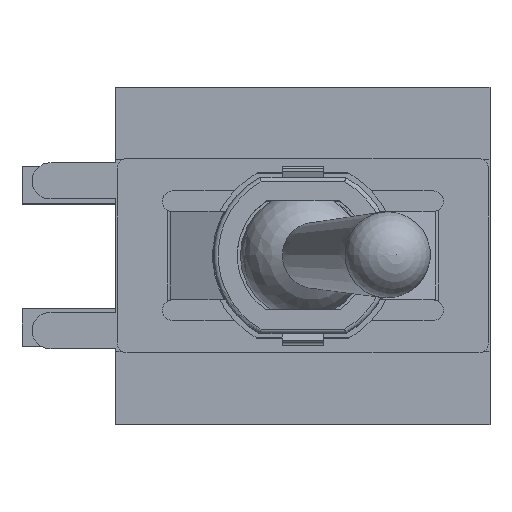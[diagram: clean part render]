
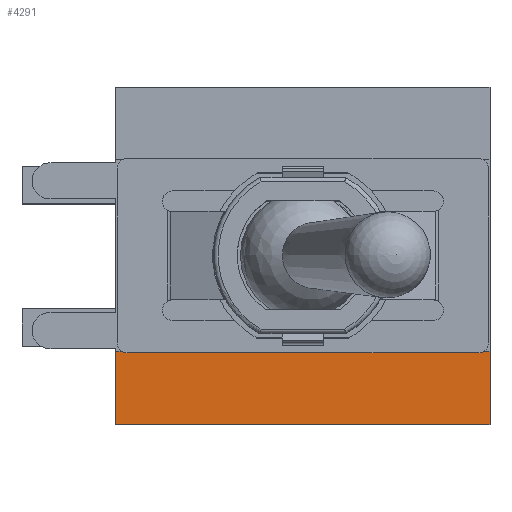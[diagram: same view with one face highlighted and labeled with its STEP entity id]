
A CAD part, top view. The second image highlights one B-rep face of the part: STEP entity #4291.
In plain terms, the highlighted planar face has unit normal (0, 0, 1).
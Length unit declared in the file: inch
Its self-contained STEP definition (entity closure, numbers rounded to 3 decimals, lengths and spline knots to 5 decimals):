
#153=FACE_OUTER_BOUND('',#386,.T.);
#386=EDGE_LOOP('',(#2904,#2905,#2906,#2907));
#856=LINE('',#6116,#1291);
#873=LINE('',#6157,#1308);
#874=LINE('',#6159,#1309);
#875=LINE('',#6160,#1310);
#1291=VECTOR('',#4956,0.3937);
#1308=VECTOR('',#5007,0.3937);
#1309=VECTOR('',#5008,0.3937);
#1310=VECTOR('',#5009,0.3937);
#1743=VERTEX_POINT('',#6108);
#1744=VERTEX_POINT('',#6113);
#1751=VERTEX_POINT('',#6156);
#1752=VERTEX_POINT('',#6158);
#2184=EDGE_CURVE('',#1744,#1743,#856,.T.);
#2205=EDGE_CURVE('',#1751,#1743,#873,.T.);
#2206=EDGE_CURVE('',#1752,#1751,#874,.T.);
#2207=EDGE_CURVE('',#1744,#1752,#875,.T.);
#2904=ORIENTED_EDGE('',*,*,#2184,.T.);
#2905=ORIENTED_EDGE('',*,*,#2205,.F.);
#2906=ORIENTED_EDGE('',*,*,#2206,.F.);
#2907=ORIENTED_EDGE('',*,*,#2207,.F.);
#4138=PLANE('',#4566);
#4291=ADVANCED_FACE('',(#153),#4138,.T.);
#4566=AXIS2_PLACEMENT_3D('',#6155,#5005,#5006);
#4956=DIRECTION('',(-1.,0.,0.));
#5005=DIRECTION('center_axis',(0.,0.,1.));
#5006=DIRECTION('ref_axis',(1.,0.,0.));
#5007=DIRECTION('',(0.,1.,0.));
#5008=DIRECTION('',(-1.,0.,0.));
#5009=DIRECTION('',(0.,-1.,0.));
#6108=CARTESIAN_POINT('',(-0.25,-0.12795,0.41024));
#6113=CARTESIAN_POINT('',(0.25,-0.12795,0.41024));
#6116=CARTESIAN_POINT('',(0.,-0.12795,0.41024));
#6155=CARTESIAN_POINT('Origin',(0.,0.,
0.41024));
#6156=CARTESIAN_POINT('',(-0.25,-0.225,0.41024));
#6157=CARTESIAN_POINT('',(-0.25,-0.225,0.41024));
#6158=CARTESIAN_POINT('',(0.25,-0.225,0.41024));
#6159=CARTESIAN_POINT('',(0.25,-0.225,0.41024));
#6160=CARTESIAN_POINT('',(0.25,0.225,0.41024));
